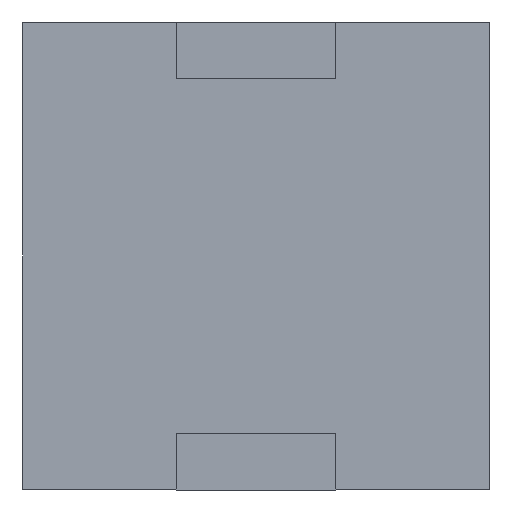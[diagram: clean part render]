
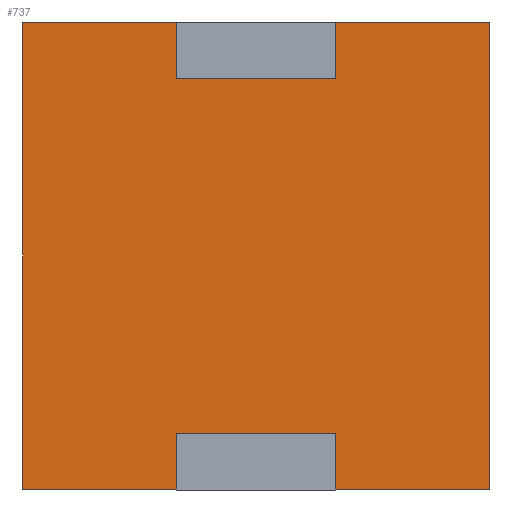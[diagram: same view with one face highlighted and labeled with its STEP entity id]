
A CAD part, front view. The second image highlights one B-rep face of the part: STEP entity #737.
In plain terms, the highlighted planar face has unit normal (0, -1, 0).
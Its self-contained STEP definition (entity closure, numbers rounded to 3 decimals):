
#9 = VERTEX_POINT ( 'NONE', #1082 ) ;
#20 = ORIENTED_EDGE ( 'NONE', *, *, #848, .T. ) ;
#24 = CARTESIAN_POINT ( 'NONE',  ( -2.05, 0., -2.05 ) ) ;
#82 = VECTOR ( 'NONE', #105, 1000. ) ;
#89 = CARTESIAN_POINT ( 'NONE',  ( -0.7, 0., 0. ) ) ;
#101 = DIRECTION ( 'NONE',  ( 0., 0., -1. ) ) ;
#105 = DIRECTION ( 'NONE',  ( -1., 0., 0. ) ) ;
#136 = ORIENTED_EDGE ( 'NONE', *, *, #677, .F. ) ;
#170 = CARTESIAN_POINT ( 'NONE',  ( -2.05, 0., -2.05 ) ) ;
#188 = ORIENTED_EDGE ( 'NONE', *, *, #605, .F. ) ;
#201 = VERTEX_POINT ( 'NONE', #214 ) ;
#203 = ORIENTED_EDGE ( 'NONE', *, *, #582, .F. ) ;
#214 = CARTESIAN_POINT ( 'NONE',  ( -2.05, 0., -2.05 ) ) ;
#251 = VERTEX_POINT ( 'NONE', #1227 ) ;
#278 = PLANE ( 'NONE',  #459 ) ;
#303 = CARTESIAN_POINT ( 'NONE',  ( 2.05, 0., -2.05 ) ) ;
#304 = LINE ( 'NONE', #789, #1215 ) ;
#328 = VERTEX_POINT ( 'NONE', #477 ) ;
#356 = EDGE_CURVE ( 'NONE', #251, #201, #741, .T. ) ;
#367 = EDGE_LOOP ( 'NONE', ( #203, #20, #188, #885, #787, #136, #1173, #418 ) ) ;
#383 = VECTOR ( 'NONE', #1048, 1000. ) ;
#418 = ORIENTED_EDGE ( 'NONE', *, *, #992, .T. ) ;
#425 = VERTEX_POINT ( 'NONE', #902 ) ;
#426 = DIRECTION ( 'NONE',  ( 0., 0., 1. ) ) ;
#450 = DIRECTION ( 'NONE',  ( 0., 1., 0. ) ) ;
#459 = AXIS2_PLACEMENT_3D ( 'NONE', #1197, #450, #426 ) ;
#477 = CARTESIAN_POINT ( 'NONE',  ( 2.05, 0., -2.05 ) ) ;
#485 = FACE_OUTER_BOUND ( 'NONE', #367, .T. ) ;
#499 = VERTEX_POINT ( 'NONE', #936 ) ;
#504 = CARTESIAN_POINT ( 'NONE',  ( 0.7, 0., 0. ) ) ;
#521 = LINE ( 'NONE', #812, #1152 ) ;
#526 = DIRECTION ( 'NONE',  ( -1., 0., 0. ) ) ;
#561 = LINE ( 'NONE', #89, #823 ) ;
#582 = EDGE_CURVE ( 'NONE', #425, #9, #521, .T. ) ;
#590 = VECTOR ( 'NONE', #1035, 1000. ) ;
#605 = EDGE_CURVE ( 'NONE', #328, #499, #952, .T. ) ;
#647 = DIRECTION ( 'NONE',  ( -1., 0., 0. ) ) ;
#666 = CARTESIAN_POINT ( 'NONE',  ( 2.05, 0., 2.05 ) ) ;
#677 = EDGE_CURVE ( 'NONE', #201, #690, #1241, .T. ) ;
#679 = VERTEX_POINT ( 'NONE', #666 ) ;
#690 = VERTEX_POINT ( 'NONE', #981 ) ;
#735 = EDGE_CURVE ( 'NONE', #679, #328, #1261, .T. ) ;
#737 = ADVANCED_FACE ( 'NONE', ( #485 ), #278, .F. ) ;
#741 = LINE ( 'NONE', #1063, #1137 ) ;
#787 = ORIENTED_EDGE ( 'NONE', *, *, #976, .F. ) ;
#789 = CARTESIAN_POINT ( 'NONE',  ( -2.05, 0., 2.05 ) ) ;
#812 = CARTESIAN_POINT ( 'NONE',  ( 0., 0., -1.555 ) ) ;
#823 = VECTOR ( 'NONE', #1165, 1000. ) ;
#848 = EDGE_CURVE ( 'NONE', #425, #499, #1001, .T. ) ;
#885 = ORIENTED_EDGE ( 'NONE', *, *, #735, .F. ) ;
#902 = CARTESIAN_POINT ( 'NONE',  ( 0.7, 0., -1.555 ) ) ;
#936 = CARTESIAN_POINT ( 'NONE',  ( 0.7, 0., -2.05 ) ) ;
#952 = LINE ( 'NONE', #170, #82 ) ;
#976 = EDGE_CURVE ( 'NONE', #690, #679, #304, .T. ) ;
#981 = CARTESIAN_POINT ( 'NONE',  ( -2.05, 0., 2.05 ) ) ;
#992 = EDGE_CURVE ( 'NONE', #251, #9, #561, .T. ) ;
#1001 = LINE ( 'NONE', #504, #1136 ) ;
#1035 = DIRECTION ( 'NONE',  ( 0., 0., 1. ) ) ;
#1048 = DIRECTION ( 'NONE',  ( 0., 0., -1. ) ) ;
#1063 = CARTESIAN_POINT ( 'NONE',  ( -2.05, 0., -2.05 ) ) ;
#1082 = CARTESIAN_POINT ( 'NONE',  ( -0.7, 0., -1.555 ) ) ;
#1136 = VECTOR ( 'NONE', #101, 1000. ) ;
#1137 = VECTOR ( 'NONE', #647, 1000. ) ;
#1152 = VECTOR ( 'NONE', #526, 1000. ) ;
#1161 = DIRECTION ( 'NONE',  ( 1., 0., 0. ) ) ;
#1165 = DIRECTION ( 'NONE',  ( 0., 0., 1. ) ) ;
#1173 = ORIENTED_EDGE ( 'NONE', *, *, #356, .F. ) ;
#1197 = CARTESIAN_POINT ( 'NONE',  ( 0., 0., 0. ) ) ;
#1215 = VECTOR ( 'NONE', #1161, 1000. ) ;
#1227 = CARTESIAN_POINT ( 'NONE',  ( -0.7, 0., -2.05 ) ) ;
#1241 = LINE ( 'NONE', #24, #590 ) ;
#1261 = LINE ( 'NONE', #303, #383 ) ;
